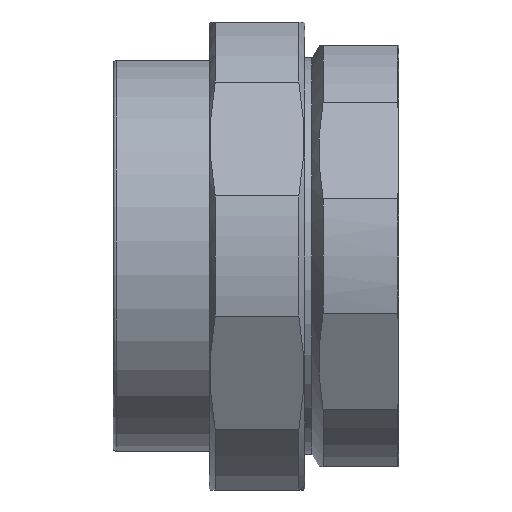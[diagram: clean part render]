
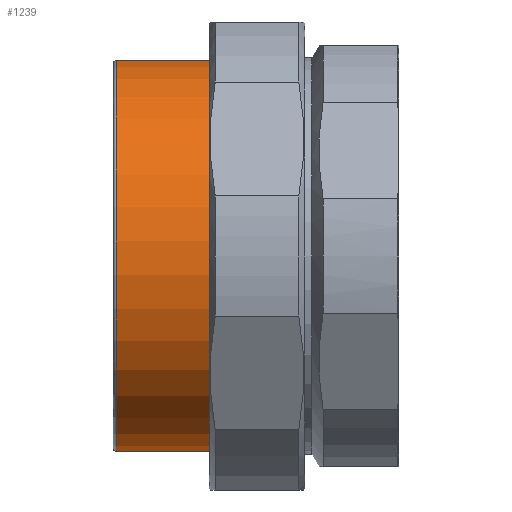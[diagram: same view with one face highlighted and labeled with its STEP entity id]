
A CAD part, left-side view. The second image highlights one B-rep face of the part: STEP entity #1239.
In plain terms, the highlighted cylindrical face has radius 52.07 mm (diameter 104.14 mm), a full revolution.
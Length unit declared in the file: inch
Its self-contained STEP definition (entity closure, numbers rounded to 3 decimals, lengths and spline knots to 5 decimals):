
#36=CYLINDRICAL_SURFACE('',#1373,2.05);
#93=CIRCLE('',#1371,2.05);
#94=CIRCLE('',#1372,2.05);
#95=CIRCLE('',#1374,2.05);
#96=CIRCLE('',#1375,2.05);
#97=CIRCLE('',#1376,2.05);
#196=FACE_OUTER_BOUND('',#264,.T.);
#264=EDGE_LOOP('',(#921,#922,#923,#924,#925,#926,#927));
#328=LINE('',#2048,#383);
#383=VECTOR('',#1648,2.05);
#501=VERTEX_POINT('',#2036);
#502=VERTEX_POINT('',#2037);
#503=VERTEX_POINT('',#2042);
#504=VERTEX_POINT('',#2043);
#505=VERTEX_POINT('',#2045);
#653=EDGE_CURVE('',#501,#502,#93,.T.);
#654=EDGE_CURVE('',#502,#501,#94,.T.);
#656=EDGE_CURVE('',#503,#504,#95,.T.);
#657=EDGE_CURVE('',#505,#503,#96,.T.);
#658=EDGE_CURVE('',#504,#505,#97,.T.);
#659=EDGE_CURVE('',#504,#502,#328,.T.);
#921=ORIENTED_EDGE('',*,*,#656,.F.);
#922=ORIENTED_EDGE('',*,*,#657,.F.);
#923=ORIENTED_EDGE('',*,*,#658,.F.);
#924=ORIENTED_EDGE('',*,*,#659,.T.);
#925=ORIENTED_EDGE('',*,*,#654,.T.);
#926=ORIENTED_EDGE('',*,*,#653,.T.);
#927=ORIENTED_EDGE('',*,*,#659,.F.);
#1239=ADVANCED_FACE('',(#196),#36,.T.);
#1371=AXIS2_PLACEMENT_3D('',#2038,#1635,#1636);
#1372=AXIS2_PLACEMENT_3D('',#2039,#1637,#1638);
#1373=AXIS2_PLACEMENT_3D('',#2041,#1640,#1641);
#1374=AXIS2_PLACEMENT_3D('',#2044,#1642,#1643);
#1375=AXIS2_PLACEMENT_3D('',#2046,#1644,#1645);
#1376=AXIS2_PLACEMENT_3D('',#2047,#1646,#1647);
#1635=DIRECTION('center_axis',(0.,1.,0.));
#1636=DIRECTION('ref_axis',(0.902,0.,0.432));
#1637=DIRECTION('center_axis',(0.,1.,0.));
#1638=DIRECTION('ref_axis',(0.902,0.,0.432));
#1640=DIRECTION('center_axis',(0.,1.,0.));
#1641=DIRECTION('ref_axis',(-0.902,0.,-0.432));
#1642=DIRECTION('center_axis',(0.,1.,0.));
#1643=DIRECTION('ref_axis',(0.902,0.,0.432));
#1644=DIRECTION('center_axis',(0.,1.,0.));
#1645=DIRECTION('ref_axis',(0.902,0.,0.432));
#1646=DIRECTION('center_axis',(0.,1.,0.));
#1647=DIRECTION('ref_axis',(0.902,0.,0.432));
#1648=DIRECTION('',(0.,-1.,0.));
#2036=CARTESIAN_POINT('',(-1.84866,0.80541,-0.88598));
#2037=CARTESIAN_POINT('',(1.84866,0.80541,0.88598));
#2038=CARTESIAN_POINT('Origin',(0.,0.80541,
0.));
#2039=CARTESIAN_POINT('Origin',(0.,0.80541,
0.));
#2041=CARTESIAN_POINT('Origin',(0.,1.38979,0.));
#2042=CARTESIAN_POINT('',(-1.84866,1.97416,-0.88598));
#2043=CARTESIAN_POINT('',(1.84866,1.97416,0.88598));
#2044=CARTESIAN_POINT('Origin',(0.,1.97416,0.));
#2045=CARTESIAN_POINT('',(0.88598,1.97416,-1.84866));
#2046=CARTESIAN_POINT('Origin',(0.,1.97416,0.));
#2047=CARTESIAN_POINT('Origin',(0.,1.97416,0.));
#2048=CARTESIAN_POINT('',(1.84866,1.38979,0.88598));
